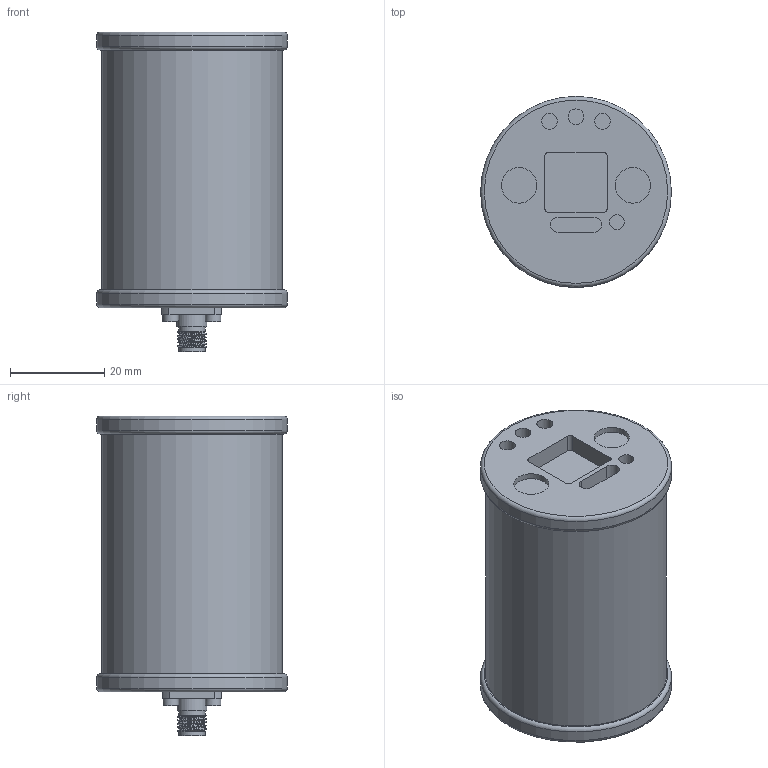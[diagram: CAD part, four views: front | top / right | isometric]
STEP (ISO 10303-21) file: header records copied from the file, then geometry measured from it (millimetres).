
FILE_DESCRIPTION(/* description */ (''),/* implementation_level */ '2;1');
FILE_NAME(/* name */ 'LB478_479_480_3.5mm_SMA_2.92mm_Female.step',/* time_stamp */ '2022-06-28T16:03:23-06:00',/* author */ (''),/* organization */ (''),/* preprocessor_version */ 'ST-DEVELOPER v19',/* originating_system */ 'Autodesk Translation Framework v11.7.0.108',/* authorisation */ '');
FILE_SCHEMA (('AUTOMOTIVE_DESIGN { 1 0 10303 214 3 1 1 }'));
Length unit declared in the file: inch
Products named in the file (2): LB479; SMA F
Assembly tree (1 placements, depth 2):
  LB479
    SMA F
Bounding box: 40.44 x 40.44 x 67.77 mm (x, y, z)
Volume: 67889.6 mm3; surface area: 10938.1 mm2
Topology: 2 solids, 2 shells, 111 faces, 258 edges, 168 vertices
Faces by surface type: plane 63, cylinder 39, torus 7, bspline 2
Full cylindrical faces by diameter (mm): 3.175 x1, 3.302 x4, 3.354 x2, 3.365 x1, 4.572 x1, 5.489 x2, 5.588 x2, 6.259 x2, 6.35 x1, 7.493 x2, 38.354 x1, 40.437 x2
Entity records: 3929 total; most frequent: CARTESIAN_POINT 1317, DIRECTION 539, ORIENTED_EDGE 516, EDGE_CURVE 258, AXIS2_PLACEMENT_3D 200, VERTEX_POINT 168, LINE 139, VECTOR 139
